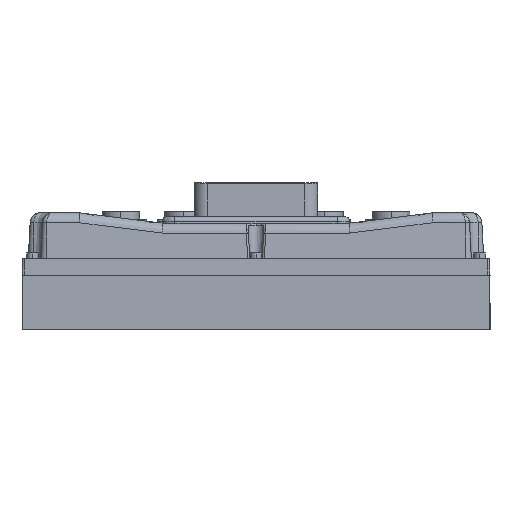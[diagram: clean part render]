
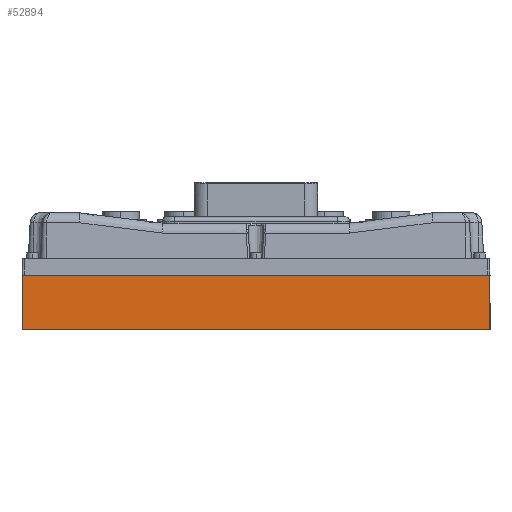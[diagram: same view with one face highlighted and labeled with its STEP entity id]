
A CAD part, left-side view. The second image highlights one B-rep face of the part: STEP entity #52894.
In plain terms, the highlighted planar face has unit normal (-1, 0, 0).
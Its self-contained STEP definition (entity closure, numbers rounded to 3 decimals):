
#8085 = CIRCLE ( 'NONE', #63702, 0.5 ) ;
#8086 = CIRCLE ( 'NONE', #63719, 0.5 ) ;
#47378 = VERTEX_POINT ( 'NONE', #57717 ) ;
#47379 = VERTEX_POINT ( 'NONE', #57718 ) ;
#47440 = VERTEX_POINT ( 'NONE', #58071 ) ;
#47441 = VERTEX_POINT ( 'NONE', #58072 ) ;
#47442 = VERTEX_POINT ( 'NONE', #58073 ) ;
#47443 = VERTEX_POINT ( 'NONE', #58074 ) ;
#47444 = VERTEX_POINT ( 'NONE', #58075 ) ;
#47445 = VERTEX_POINT ( 'NONE', #58076 ) ;
#49946 = EDGE_CURVE ( 'NONE', #47379, #47378, #77253, .T. ) ;
#51636 = EDGE_LOOP ( 'NONE', ( #52154, #52156, #52155, #52157, #52158, #52159, #52161, #52160 ) ) ;
#52154 = ORIENTED_EDGE ( 'NONE', *, *, #52508, .T. ) ;
#52155 = ORIENTED_EDGE ( 'NONE', *, *, #52509, .F. ) ;
#52156 = ORIENTED_EDGE ( 'NONE', *, *, #52507, .T. ) ;
#52157 = ORIENTED_EDGE ( 'NONE', *, *, #52510, .T. ) ;
#52158 = ORIENTED_EDGE ( 'NONE', *, *, #52511, .T. ) ;
#52159 = ORIENTED_EDGE ( 'NONE', *, *, #49946, .T. ) ;
#52160 = ORIENTED_EDGE ( 'NONE', *, *, #52512, .F. ) ;
#52161 = ORIENTED_EDGE ( 'NONE', *, *, #52506, .T. ) ;
#52506 = EDGE_CURVE ( 'NONE', #47378, #47440, #78032, .T. ) ;
#52507 = EDGE_CURVE ( 'NONE', #47442, #47443, #78045, .T. ) ;
#52508 = EDGE_CURVE ( 'NONE', #47441, #47442, #78048, .T. ) ;
#52509 = EDGE_CURVE ( 'NONE', #47444, #47443, #78051, .T. ) ;
#52510 = EDGE_CURVE ( 'NONE', #47444, #47445, #8086, .T. ) ;
#52511 = EDGE_CURVE ( 'NONE', #47445, #47379, #78057, .T. ) ;
#52512 = EDGE_CURVE ( 'NONE', #47441, #47440, #8085, .T. ) ;
#52894 = ADVANCED_FACE ( 'NONE', ( #64219 ), #79554, .T. ) ;
#57717 = CARTESIAN_POINT ( 'NONE',  ( -165., 111.5, 0. ) ) ;
#57718 = CARTESIAN_POINT ( 'NONE',  ( -165., -111.5, 0. ) ) ;
#58071 = CARTESIAN_POINT ( 'NONE',  ( -165., 112., 0. ) ) ;
#58072 = CARTESIAN_POINT ( 'NONE',  ( -165., 112.5, -0.5 ) ) ;
#58073 = CARTESIAN_POINT ( 'NONE',  ( -165., 112.5, -26. ) ) ;
#58074 = CARTESIAN_POINT ( 'NONE',  ( -165., -112.5, -26. ) ) ;
#58075 = CARTESIAN_POINT ( 'NONE',  ( -165., -112.5, -0.5 ) ) ;
#58076 = CARTESIAN_POINT ( 'NONE',  ( -165., -112., 0. ) ) ;
#63616 = VECTOR ( 'NONE', #77255, 1000. ) ;
#63702 = AXIS2_PLACEMENT_3D ( 'NONE', #78056, #78060, #78061 ) ;
#63716 = VECTOR ( 'NONE', #78043, 1000. ) ;
#63717 = VECTOR ( 'NONE', #78047, 1000. ) ;
#63718 = VECTOR ( 'NONE', #78050, 1000. ) ;
#63719 = AXIS2_PLACEMENT_3D ( 'NONE', #78044, #78054, #78055 ) ;
#63720 = VECTOR ( 'NONE', #78053, 1000. ) ;
#63722 = VECTOR ( 'NONE', #78059, 1000. ) ;
#64219 = FACE_OUTER_BOUND ( 'NONE', #51636, .T. ) ;
#64222 = AXIS2_PLACEMENT_3D ( 'NONE', #79555, #79556, #79557 ) ;
#77253 = LINE ( 'NONE', #77254, #63616 ) ;
#77254 = CARTESIAN_POINT ( 'NONE',  ( -165., 112.5, 0. ) ) ;
#77255 = DIRECTION ( 'NONE',  ( 0., 1., 0. ) ) ;
#78032 = LINE ( 'NONE', #78042, #63716 ) ;
#78042 = CARTESIAN_POINT ( 'NONE',  ( -165., 112.5, 0. ) ) ;
#78043 = DIRECTION ( 'NONE',  ( 0., 1., 0. ) ) ;
#78044 = CARTESIAN_POINT ( 'NONE',  ( -165., -112., -0.5 ) ) ;
#78045 = LINE ( 'NONE', #78046, #63717 ) ;
#78046 = CARTESIAN_POINT ( 'NONE',  ( -165., 0., -26. ) ) ;
#78047 = DIRECTION ( 'NONE',  ( 0., -1., 0. ) ) ;
#78048 = LINE ( 'NONE', #78049, #63718 ) ;
#78049 = CARTESIAN_POINT ( 'NONE',  ( -165., 112.5, -26. ) ) ;
#78050 = DIRECTION ( 'NONE',  ( 0., 0., -1. ) ) ;
#78051 = LINE ( 'NONE', #78052, #63720 ) ;
#78052 = CARTESIAN_POINT ( 'NONE',  ( -165., -112.5, -26. ) ) ;
#78053 = DIRECTION ( 'NONE',  ( 0., 0., -1. ) ) ;
#78054 = DIRECTION ( 'NONE',  ( -1., 0., 0. ) ) ;
#78055 = DIRECTION ( 'NONE',  ( 0., 0., -1. ) ) ;
#78056 = CARTESIAN_POINT ( 'NONE',  ( -165., 112., -0.5 ) ) ;
#78057 = LINE ( 'NONE', #78058, #63722 ) ;
#78058 = CARTESIAN_POINT ( 'NONE',  ( -165., 112.5, 0. ) ) ;
#78059 = DIRECTION ( 'NONE',  ( 0., 1., 0. ) ) ;
#78060 = DIRECTION ( 'NONE',  ( 1., 0., 0. ) ) ;
#78061 = DIRECTION ( 'NONE',  ( 0., 0., 1. ) ) ;
#79554 = PLANE ( 'NONE',  #64222 ) ;
#79555 = CARTESIAN_POINT ( 'NONE',  ( -165., 112.5, -26. ) ) ;
#79556 = DIRECTION ( 'NONE',  ( -1., 0., 0. ) ) ;
#79557 = DIRECTION ( 'NONE',  ( 0., -1., 0. ) ) ;
